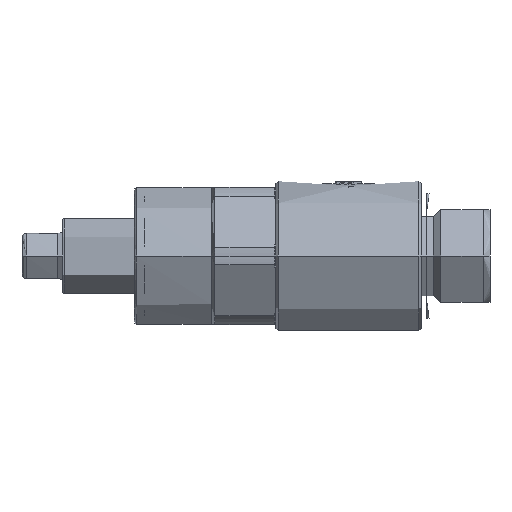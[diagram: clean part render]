
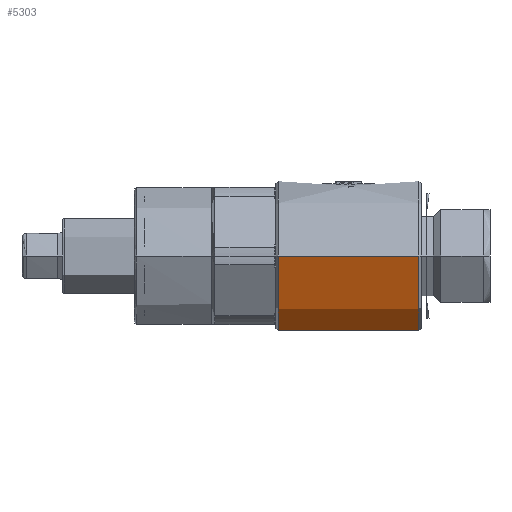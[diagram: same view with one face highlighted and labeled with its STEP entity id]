
A CAD part, left-side view. The second image highlights one B-rep face of the part: STEP entity #5303.
In plain terms, the highlighted cylindrical face has radius 9.25 mm (diameter 18.5 mm), a partial arc.
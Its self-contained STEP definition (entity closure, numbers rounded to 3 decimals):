
#5303=ADVANCED_FACE('',(#12518),#12519,.T.);
#12518=FACE_OUTER_BOUND('',#25800,.T.);
#12519=CYLINDRICAL_SURFACE('',#25801,9.25);
#25800=EDGE_LOOP('',(#51495,#51496,#51497,#51498,#51499,#51500,#51501,#51502));
#25801=AXIS2_PLACEMENT_3D('',#51503,#51504,#51505);
#51495=ORIENTED_EDGE('',*,*,#75001,.F.);
#51496=ORIENTED_EDGE('',*,*,#75002,.F.);
#51497=ORIENTED_EDGE('',*,*,#75003,.F.);
#51498=ORIENTED_EDGE('',*,*,#74763,.F.);
#51499=ORIENTED_EDGE('',*,*,#75004,.F.);
#51500=ORIENTED_EDGE('',*,*,#75005,.F.);
#51501=ORIENTED_EDGE('',*,*,#75006,.F.);
#51502=ORIENTED_EDGE('',*,*,#75007,.F.);
#51503=CARTESIAN_POINT('',(0.0,7.6,0.0));
#51504=DIRECTION('',(0.0,-1.0,0.0));
#51505=DIRECTION('',(1.0,0.0,0.0));
#74763=EDGE_CURVE('',#88679,#88675,#88681,.T.);
#75001=EDGE_CURVE('',#89030,#89044,#89045,.T.);
#75002=EDGE_CURVE('',#89032,#89030,#89046,.T.);
#75003=EDGE_CURVE('',#88675,#89032,#89047,.T.);
#75004=EDGE_CURVE('',#89048,#88679,#89049,.T.);
#75005=EDGE_CURVE('',#89050,#89048,#89051,.T.);
#75006=EDGE_CURVE('',#89052,#89050,#89053,.T.);
#75007=EDGE_CURVE('',#89044,#89052,#89054,.T.);
#88675=VERTEX_POINT('',#115761);
#88679=VERTEX_POINT('',#115766);
#88681=CIRCLE('',#115769,9.25);
#89030=VERTEX_POINT('',#116806);
#89032=VERTEX_POINT('',#116809);
#89044=VERTEX_POINT('',#116837);
#89045=LINE('',#116838,#116839);
#89046=CIRCLE('',#116840,9.25);
#89047=LINE('',#116841,#116842);
#89048=VERTEX_POINT('',#116843);
#89049=LINE('',#116844,#116845);
#89050=VERTEX_POINT('',#116846);
#89051=B_SPLINE_CURVE_WITH_KNOTS('',3,(#116847,#116848,#116849,#116850),.UNSPECIFIED.,.F.,.F.,(4,4),(1.954,2.009),.UNSPECIFIED.);
#89052=VERTEX_POINT('',#116851);
#89053=B_SPLINE_CURVE_WITH_KNOTS('',3,(#116852,#116853,#116854,#116855,#116856,#116857,#116858,#116859,#116860,#116861,#116862,#116863,#116864,#116865,#116866,#116867,#116868,#116869,#116870),.UNSPECIFIED.,.F.,.F.,(4,2,2,2,3,2,2,2,4),(2.959,3.107,3.344,3.585,3.825,4.065,4.306,4.543,4.691),.UNSPECIFIED.);
#89054=B_SPLINE_CURVE_WITH_KNOTS('',3,(#116871,#116872,#116873,#116874),.UNSPECIFIED.,.F.,.F.,(4,4),(2.213,2.27),.UNSPECIFIED.);
#115761=CARTESIAN_POINT('',(-9.25,26.2,0.));
#115766=CARTESIAN_POINT('',(9.25,26.2,0.0));
#115769=AXIS2_PLACEMENT_3D('',#143693,#143694,#143695);
#116806=CARTESIAN_POINT('',(9.25,8.8,0.));
#116809=CARTESIAN_POINT('',(-9.25,8.8,0.0));
#116837=CARTESIAN_POINT('',(9.25,12.9,0.0));
#116838=CARTESIAN_POINT('',(9.25,17.5,0.));
#116839=VECTOR('',#144017,1.0);
#116840=AXIS2_PLACEMENT_3D('',#144018,#144019,#144020);
#116841=CARTESIAN_POINT('',(-9.25,17.5,0.));
#116842=VECTOR('',#144021,1.0);
#116843=CARTESIAN_POINT('',(9.25,25.1,0.0));
#116844=CARTESIAN_POINT('',(9.25,17.5,0.));
#116845=VECTOR('',#144022,1.0);
#116846=CARTESIAN_POINT('',(9.205,25.032,-0.909));
#116847=CARTESIAN_POINT('',(9.205,25.032,-0.909));
#116848=CARTESIAN_POINT('',(9.235,25.077,-0.607));
#116849=CARTESIAN_POINT('',(9.25,25.1,-0.304));
#116850=CARTESIAN_POINT('',(9.25,25.1,0.));
#116851=CARTESIAN_POINT('',(9.205,12.968,-0.909));
#116852=CARTESIAN_POINT('',(9.205,12.968,-0.909));
#116853=CARTESIAN_POINT('',(9.156,13.043,-1.409));
#116854=CARTESIAN_POINT('',(9.065,13.183,-1.905));
#116855=CARTESIAN_POINT('',(8.743,13.695,-3.119));
#116856=CARTESIAN_POINT('',(8.46,14.161,-3.788));
#116857=CARTESIAN_POINT('',(7.903,15.217,-4.844));
#116858=CARTESIAN_POINT('',(7.587,15.886,-5.307));
#116859=CARTESIAN_POINT('',(7.106,17.375,-5.935));
#116860=CARTESIAN_POINT('',(6.954,18.199,-6.1));
#116861=CARTESIAN_POINT('',(6.954,19.0,-6.1));
#116862=CARTESIAN_POINT('',(6.954,19.801,-6.1));
#116863=CARTESIAN_POINT('',(7.106,20.625,-5.935));
#116864=CARTESIAN_POINT('',(7.587,22.114,-5.307));
#116865=CARTESIAN_POINT('',(7.903,22.783,-4.844));
#116866=CARTESIAN_POINT('',(8.46,23.839,-3.788));
#116867=CARTESIAN_POINT('',(8.743,24.305,-3.119));
#116868=CARTESIAN_POINT('',(9.065,24.817,-1.905));
#116869=CARTESIAN_POINT('',(9.156,24.957,-1.409));
#116870=CARTESIAN_POINT('',(9.205,25.032,-0.909));
#116871=CARTESIAN_POINT('',(9.25,12.9,0.));
#116872=CARTESIAN_POINT('',(9.25,12.9,-0.303));
#116873=CARTESIAN_POINT('',(9.235,12.922,-0.606));
#116874=CARTESIAN_POINT('',(9.205,12.968,-0.909));
#143693=CARTESIAN_POINT('',(0.0,26.2,0.0));
#143694=DIRECTION('',(0.0,1.0,0.0));
#143695=DIRECTION('',(-1.0,0.0,0.0));
#144017=DIRECTION('',(-0.0,1.0,-0.0));
#144018=CARTESIAN_POINT('',(0.0,8.8,0.0));
#144019=DIRECTION('',(0.0,-1.0,0.0));
#144020=DIRECTION('',(-1.0,0.0,0.0));
#144021=DIRECTION('',(0.0,-1.0,0.0));
#144022=DIRECTION('',(-0.0,1.0,-0.0));
